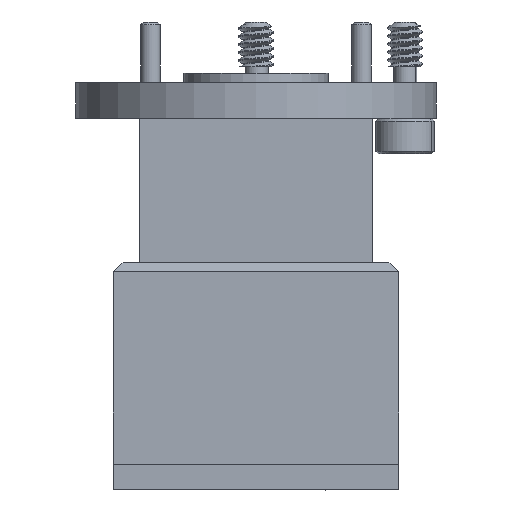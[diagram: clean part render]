
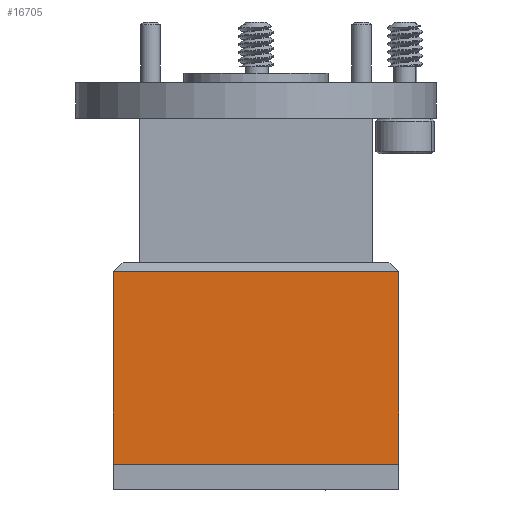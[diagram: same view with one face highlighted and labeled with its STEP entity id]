
A CAD part, front view. The second image highlights one B-rep face of the part: STEP entity #16705.
In plain terms, the highlighted planar face has unit normal (0, -1, 0).
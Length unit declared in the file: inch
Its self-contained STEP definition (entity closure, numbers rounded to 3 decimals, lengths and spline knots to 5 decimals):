
#125 = ORIENTED_EDGE ( 'NONE', *, *, #21733, .F. ) ;
#2400 = FACE_OUTER_BOUND ( 'NONE', #17319, .T. ) ;
#2492 = ORIENTED_EDGE ( 'NONE', *, *, #17184, .T. ) ;
#2798 = VERTEX_POINT ( 'NONE', #13791 ) ;
#2891 = EDGE_CURVE ( 'NONE', #34782, #2798, #18364, .T. ) ;
#4430 = CARTESIAN_POINT ( 'NONE',  ( -0.445, -0.375, 1.3 ) ) ;
#4626 = VECTOR ( 'NONE', #12583, 39.37008 ) ;
#5668 = DIRECTION ( 'NONE',  ( 0., 0., -1. ) ) ;
#6947 = DIRECTION ( 'NONE',  ( 0., 0., -1. ) ) ;
#7185 = VECTOR ( 'NONE', #6947, 39.37008 ) ;
#7442 = PLANE ( 'NONE',  #19666 ) ;
#7656 = EDGE_CURVE ( 'NONE', #13701, #2798, #22471, .T. ) ;
#8185 = DIRECTION ( 'NONE',  ( 0., 0., 1. ) ) ;
#8248 = CARTESIAN_POINT ( 'NONE',  ( -0.445, -0.375, 0.68 ) ) ;
#12583 = DIRECTION ( 'NONE',  ( -1., 0., 0. ) ) ;
#13622 = CARTESIAN_POINT ( 'NONE',  ( -0.445, -0.375, 1.3 ) ) ;
#13701 = VERTEX_POINT ( 'NONE', #8248 ) ;
#13791 = CARTESIAN_POINT ( 'NONE',  ( -0.445, -0.375, 0.08 ) ) ;
#14183 = CARTESIAN_POINT ( 'NONE',  ( 0.445, -0.375, 1.3 ) ) ;
#16705 = ADVANCED_FACE ( 'NONE', ( #2400 ), #7442, .F. ) ;
#17184 = EDGE_CURVE ( 'NONE', #26013, #13701, #23535, .T. ) ;
#17319 = EDGE_LOOP ( 'NONE', ( #26356, #125, #2492, #18328 ) ) ;
#18328 = ORIENTED_EDGE ( 'NONE', *, *, #7656, .T. ) ;
#18364 = LINE ( 'NONE', #23770, #27347 ) ;
#19666 = AXIS2_PLACEMENT_3D ( 'NONE', #13622, #32878, #8185 ) ;
#20730 = CARTESIAN_POINT ( 'NONE',  ( 0.445, -0.375, 0.68 ) ) ;
#21733 = EDGE_CURVE ( 'NONE', #26013, #34782, #22618, .T. ) ;
#22471 = LINE ( 'NONE', #4430, #7185 ) ;
#22551 = CARTESIAN_POINT ( 'NONE',  ( 0.445, -0.375, 0.08 ) ) ;
#22618 = LINE ( 'NONE', #14183, #22748 ) ;
#22748 = VECTOR ( 'NONE', #5668, 39.37008 ) ;
#23535 = LINE ( 'NONE', #35097, #4626 ) ;
#23770 = CARTESIAN_POINT ( 'NONE',  ( -0.445, -0.375, 0.08 ) ) ;
#26013 = VERTEX_POINT ( 'NONE', #20730 ) ;
#26356 = ORIENTED_EDGE ( 'NONE', *, *, #2891, .F. ) ;
#27347 = VECTOR ( 'NONE', #34801, 39.37008 ) ;
#32878 = DIRECTION ( 'NONE',  ( 0., 1., 0. ) ) ;
#34782 = VERTEX_POINT ( 'NONE', #22551 ) ;
#34801 = DIRECTION ( 'NONE',  ( -1., 0., 0. ) ) ;
#35097 = CARTESIAN_POINT ( 'NONE',  ( -0.445, -0.375, 0.68 ) ) ;
